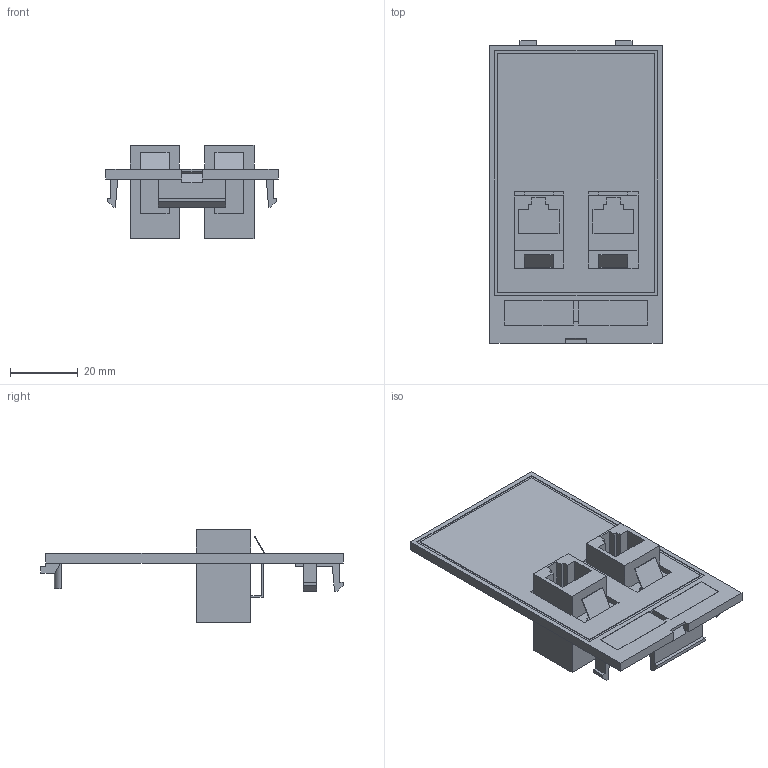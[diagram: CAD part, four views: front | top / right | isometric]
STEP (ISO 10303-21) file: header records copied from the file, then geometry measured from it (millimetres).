
FILE_DESCRIPTION(('Creo Elements/Direct Modeling STEP Export'),'2;1');
FILE_NAME('model.stp','2019-05-14T 1:43:01',(''),(''),'Creo Elements/Direct Modeling STEP processor for AP214 (Solid Model)','Creo Elements/Direct Modeling 20.1A 29-Sep-2018 (C) Parametric Technology GmbH','');
FILE_SCHEMA(('AUTOMOTIVE_DESIGN { 1 0 10303 214 1 1 1 1 }'));
Length unit declared in the file: millimetre
Products named in the file (2): VS_SI_FP_2RJ45_5_MOD_BU_BU-select
Assembly tree (1 placements, depth 2):
  VS_SI_FP_2RJ45_5_MOD_BU_BU-select
    VS_SI_FP_2RJ45_5_MOD_BU_BU-select
Bounding box: 50.7 x 89 x 27.46 mm (x, y, z)
Volume: 20494.8 mm3; surface area: 16580.4 mm2
Topology: 1 solids, 1 shells, 206 faces, 556 edges, 368 vertices
Faces by surface type: plane 205, cylinder 1
Entity records: 7858 total; most frequent: ORIENTED_EDGE 1112, CARTESIAN_POINT 1098, DIRECTION 915, EDGE_CURVE 556, VECTOR 545, LINE 545, VERTEX_POINT 368, EDGE_LOOP 226
